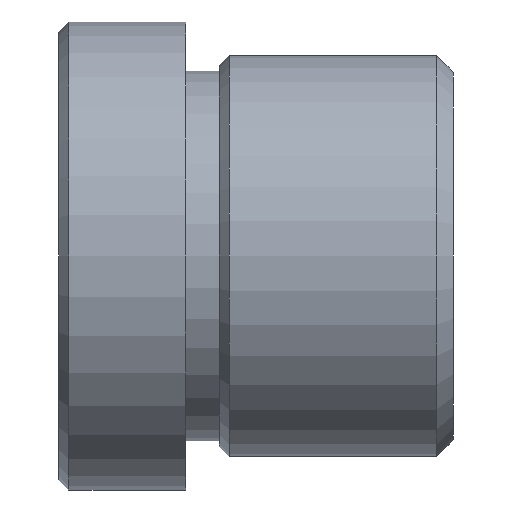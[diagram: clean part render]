
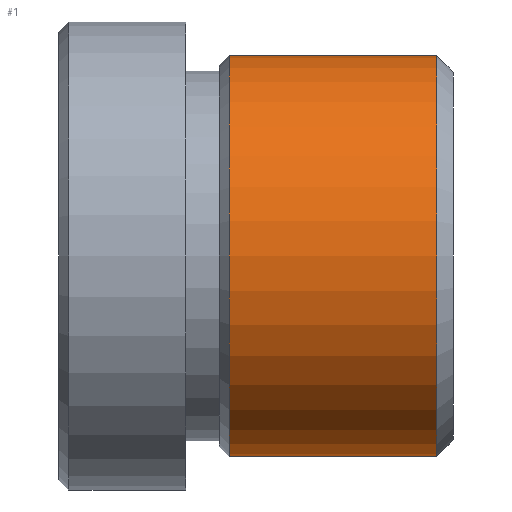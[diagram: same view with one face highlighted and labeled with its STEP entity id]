
A CAD part, front view. The second image highlights one B-rep face of the part: STEP entity #1.
In plain terms, the highlighted cylindrical face has radius 6 mm (diameter 12 mm), a partial arc.
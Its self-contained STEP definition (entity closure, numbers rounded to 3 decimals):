
#1 = ADVANCED_FACE ( 'NONE', ( #764 ), #531, .T. ) ;
#25 = DIRECTION ( 'NONE',  ( -1., 0., 0. ) ) ;
#90 = DIRECTION ( 'NONE',  ( 0., 0., 1. ) ) ;
#93 = AXIS2_PLACEMENT_3D ( 'NONE', #729, #656, #893 ) ;
#94 = AXIS2_PLACEMENT_3D ( 'NONE', #99, #25, #90 ) ;
#99 = CARTESIAN_POINT ( 'NONE',  ( 535.266, -32.377, 0. ) ) ;
#105 = DIRECTION ( 'NONE',  ( 0., 0., 1. ) ) ;
#109 = CIRCLE ( 'NONE', #94, 6. ) ;
#115 = EDGE_CURVE ( 'NONE', #856, #809, #455, .T. ) ;
#206 = ORIENTED_EDGE ( 'NONE', *, *, #356, .F. ) ;
#213 = CARTESIAN_POINT ( 'NONE',  ( 523.069, -32.377, -6. ) ) ;
#229 = VECTOR ( 'NONE', #543, 1000. ) ;
#247 = DIRECTION ( 'NONE',  ( -1., 0., 0. ) ) ;
#266 = VERTEX_POINT ( 'NONE', #269 ) ;
#269 = CARTESIAN_POINT ( 'NONE',  ( 529.066, -32.377, -6. ) ) ;
#272 = ORIENTED_EDGE ( 'NONE', *, *, #549, .T. ) ;
#295 = VERTEX_POINT ( 'NONE', #745 ) ;
#356 = EDGE_CURVE ( 'NONE', #266, #809, #529, .T. ) ;
#368 = AXIS2_PLACEMENT_3D ( 'NONE', #923, #247, #105 ) ;
#383 = CARTESIAN_POINT ( 'NONE',  ( 523.069, -32.377, 6. ) ) ;
#424 = CARTESIAN_POINT ( 'NONE',  ( 535.266, -32.377, 6. ) ) ;
#455 = LINE ( 'NONE', #383, #229 ) ;
#464 = EDGE_LOOP ( 'NONE', ( #770, #272, #539, #206 ) ) ;
#529 = CIRCLE ( 'NONE', #93, 6. ) ;
#531 = CYLINDRICAL_SURFACE ( 'NONE', #368, 6. ) ;
#539 = ORIENTED_EDGE ( 'NONE', *, *, #115, .T. ) ;
#543 = DIRECTION ( 'NONE',  ( -1., 0., 0. ) ) ;
#549 = EDGE_CURVE ( 'NONE', #295, #856, #109, .T. ) ;
#568 = LINE ( 'NONE', #213, #695 ) ;
#656 = DIRECTION ( 'NONE',  ( -1., 0., 0. ) ) ;
#695 = VECTOR ( 'NONE', #889, 1000. ) ;
#729 = CARTESIAN_POINT ( 'NONE',  ( 529.066, -32.377, 0. ) ) ;
#745 = CARTESIAN_POINT ( 'NONE',  ( 535.266, -32.377, -6. ) ) ;
#764 = FACE_OUTER_BOUND ( 'NONE', #464, .T. ) ;
#770 = ORIENTED_EDGE ( 'NONE', *, *, #851, .F. ) ;
#809 = VERTEX_POINT ( 'NONE', #883 ) ;
#851 = EDGE_CURVE ( 'NONE', #295, #266, #568, .T. ) ;
#856 = VERTEX_POINT ( 'NONE', #424 ) ;
#883 = CARTESIAN_POINT ( 'NONE',  ( 529.066, -32.377, 6. ) ) ;
#889 = DIRECTION ( 'NONE',  ( -1., 0., 0. ) ) ;
#893 = DIRECTION ( 'NONE',  ( 0., 0., 1. ) ) ;
#923 = CARTESIAN_POINT ( 'NONE',  ( 523.069, -32.377, 0. ) ) ;
